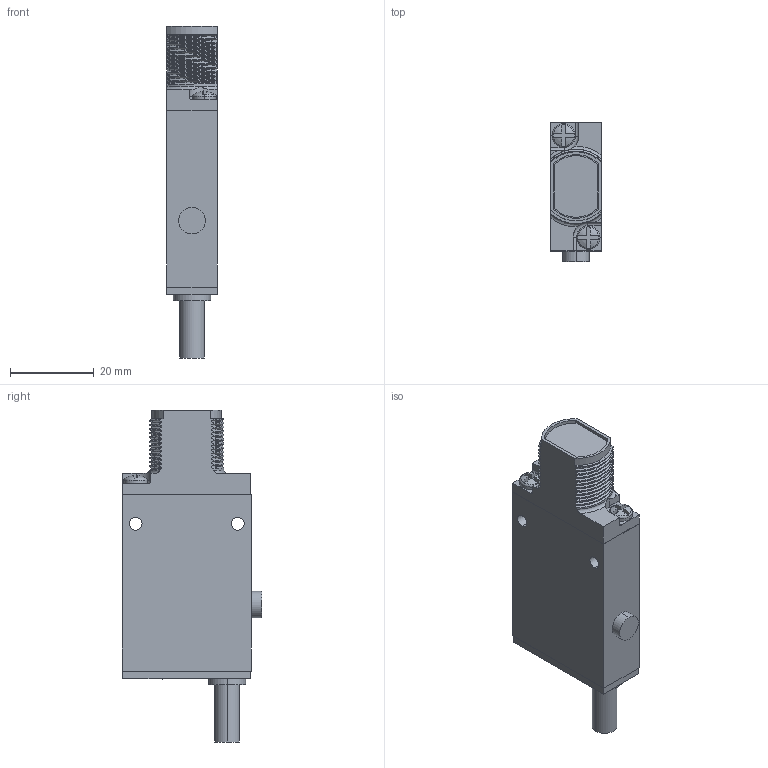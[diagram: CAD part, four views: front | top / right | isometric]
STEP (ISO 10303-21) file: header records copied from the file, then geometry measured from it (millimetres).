
FILE_DESCRIPTION((''),'2;1');
FILE_NAME('154463_ASM','2016-04-06T',('PDMAdmin'),(''),'PRO/ENGINEER BY PARAMETRIC TECHNOLOGY CORPORATION, 2013230','PRO/ENGINEER BY PARAMETRIC TECHNOLOGY CORPORATION, 2013230','');
FILE_SCHEMA(('CONFIG_CONTROL_DESIGN'));
Length unit declared in the file: inch
Products named in the file (9): 13413; 139097; 12969; 10153_ASM; 08389; 13485; 54605; 09460_WEB; 154463_ASM
Assembly tree (9 placements, depth 3):
  154463_ASM
    13413
    10153_ASM
      139097
      12969
    08389  x2
    13485
    54605
    09460_WEB
Bounding box: 12.09 x 33.27 x 79.3 mm (x, y, z)
Volume: 7989.8 mm3; surface area: 14327.5 mm2
Topology: 8 solids, 8 shells, 502 faces, 1341 edges, 877 vertices
Faces by surface type: plane 231, cylinder 159, bspline 82, cone 10, torus 10, sphere 10
Entity records: 32711 total; most frequent: CARTESIAN_POINT 20985, ORIENTED_EDGE 2550, DIRECTION 2166, EDGE_CURVE 1275, VERTEX_POINT 835, AXIS2_PLACEMENT_3D 724, VECTOR 718, LINE 718
